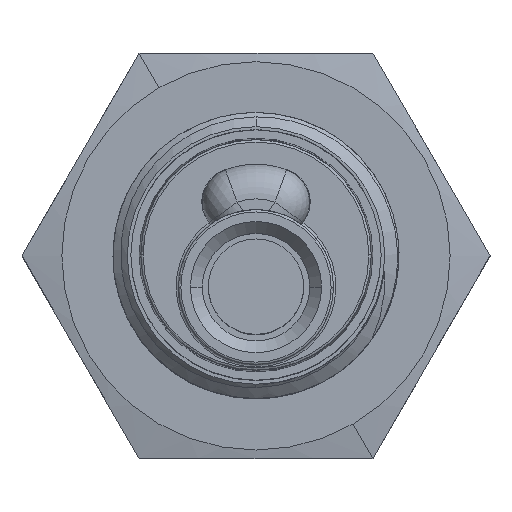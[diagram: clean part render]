
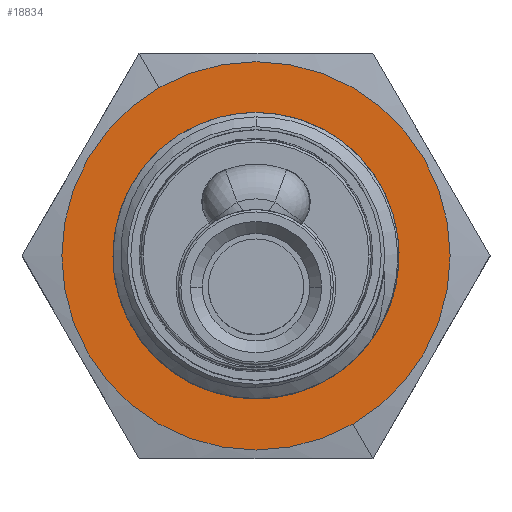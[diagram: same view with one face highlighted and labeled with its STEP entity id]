
A CAD part, top view. The second image highlights one B-rep face of the part: STEP entity #18834.
In plain terms, the highlighted face is planar.
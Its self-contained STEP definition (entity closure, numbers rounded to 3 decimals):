
#18483=CARTESIAN_POINT('',(0.,0.,-1.5));
#18484=DIRECTION('',(0.,0.,1.));
#18485=DIRECTION('',(0.,-1.,0.));
#18486=AXIS2_PLACEMENT_3D('',#18483,#18484,#18485);
#18488=CARTESIAN_POINT('',(0.,0.,-1.5));
#18489=DIRECTION('',(0.,0.,1.));
#18490=DIRECTION('',(0.,1.,0.));
#18491=AXIS2_PLACEMENT_3D('',#18488,#18489,#18490);
#18493=CARTESIAN_POINT('',(0.,0.,-1.5));
#18494=DIRECTION('',(0.,0.,-1.));
#18495=DIRECTION('',(1.,0.,0.));
#18496=AXIS2_PLACEMENT_3D('',#18493,#18494,#18495);
#18498=CARTESIAN_POINT('',(0.,0.,-1.5));
#18499=DIRECTION('',(0.,0.,-1.));
#18500=DIRECTION('',(-1.,0.,0.));
#18501=AXIS2_PLACEMENT_3D('',#18498,#18499,#18500);
#18787=CARTESIAN_POINT('',(0.,-8.144,-1.5));
#18788=CARTESIAN_POINT('',(0.,8.144,-1.5));
#18789=VERTEX_POINT('',#18787);
#18790=VERTEX_POINT('',#18788);
#18791=CARTESIAN_POINT('',(5.5,0.,-1.5));
#18792=CARTESIAN_POINT('',(-5.5,0.,-1.5));
#18793=VERTEX_POINT('',#18791);
#18794=VERTEX_POINT('',#18792);
#18817=CARTESIAN_POINT('',(0.,0.,-1.5));
#18818=DIRECTION('',(0.,0.,1.));
#18819=DIRECTION('',(1.,0.,0.));
#18820=AXIS2_PLACEMENT_3D('',#18817,#18818,#18819);
#18821=PLANE('',#18820);
#18823=ORIENTED_EDGE('',*,*,#18822,.T.);
#18825=ORIENTED_EDGE('',*,*,#18824,.T.);
#18826=EDGE_LOOP('',(#18823,#18825));
#18827=FACE_OUTER_BOUND('',#18826,.F.);
#18829=ORIENTED_EDGE('',*,*,#18828,.T.);
#18831=ORIENTED_EDGE('',*,*,#18830,.T.);
#18832=EDGE_LOOP('',(#18829,#18831));
#18833=FACE_BOUND('',#18832,.F.);
#18487=CIRCLE('',#18486,8.144);
#18492=CIRCLE('',#18491,8.144);
#18497=CIRCLE('',#18496,5.5);
#18502=CIRCLE('',#18501,5.5);
#18822=EDGE_CURVE('',#18789,#18790,#18487,.T.);
#18824=EDGE_CURVE('',#18790,#18789,#18492,.T.);
#18828=EDGE_CURVE('',#18793,#18794,#18497,.T.);
#18830=EDGE_CURVE('',#18794,#18793,#18502,.T.);
#18834=ADVANCED_FACE('',(#18827,#18833),#18821,.F.);
